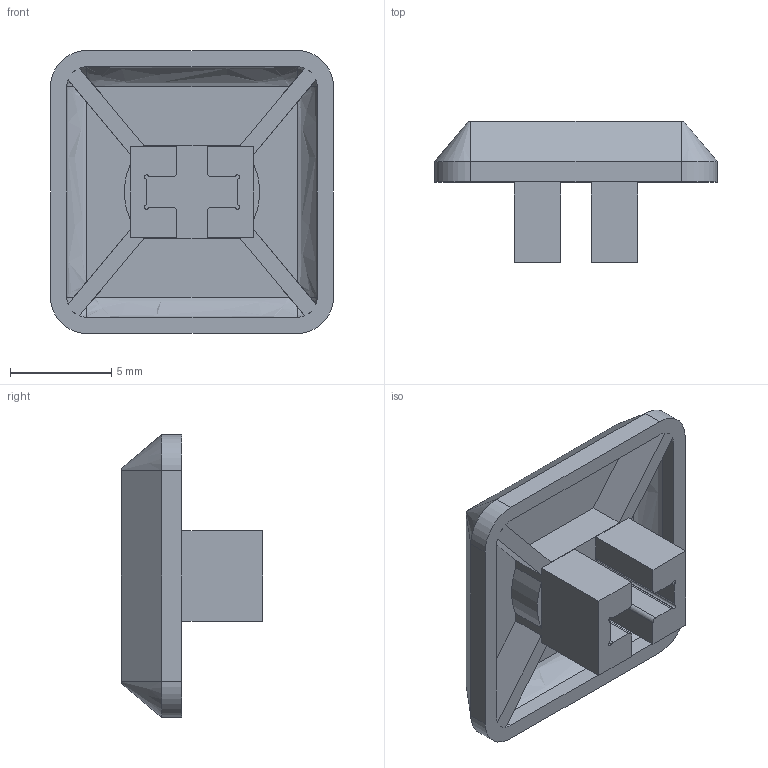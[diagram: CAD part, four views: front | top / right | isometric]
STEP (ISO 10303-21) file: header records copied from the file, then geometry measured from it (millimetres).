
FILE_DESCRIPTION (( 'STEP AP214' ), '1' );
FILE_NAME ('keycap base square 02.STEP', '2024-05-18T13:22:23', ( '' ), ( '' ), 'SwSTEP 2.0', 'SolidWorks 2020', '' );
FILE_SCHEMA (( 'AUTOMOTIVE_DESIGN' ));
Length unit declared in the file: millimetre
Products named in the file (1): keycap base square 02
Bounding box: 14 x 7 x 14 mm (x, y, z)
Volume: 380.6 mm3; surface area: 774.6 mm2
Topology: 1 solids, 1 shells, 116 faces, 302 edges, 196 vertices
Faces by surface type: plane 64, cylinder 36, bspline 12, cone 4
Entity records: 3898 total; most frequent: CARTESIAN_POINT 1089, ORIENTED_EDGE 604, DIRECTION 540, EDGE_CURVE 302, VERTEX_POINT 196, LINE 194, VECTOR 194, AXIS2_PLACEMENT_3D 173
